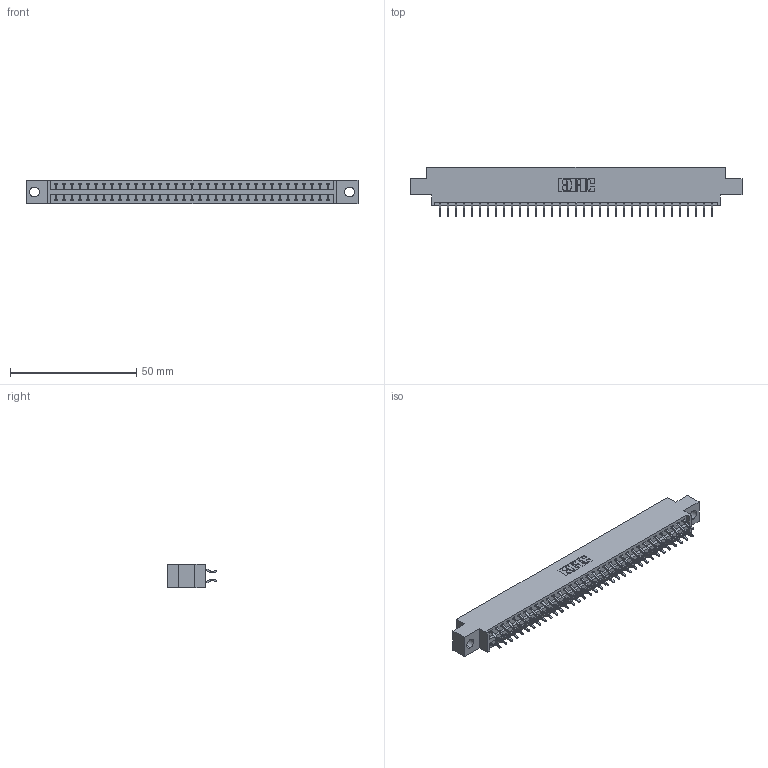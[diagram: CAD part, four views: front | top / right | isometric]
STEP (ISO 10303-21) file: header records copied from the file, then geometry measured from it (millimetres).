
FILE_DESCRIPTION (( 'STEP AP203' ), '1' );
FILE_NAME ('396-070-556-804.STEP', '2019-11-02T10:58:04', ( '' ), ( '' ), 'SwSTEP 2.0', 'SolidWorks 2016', '' );
FILE_SCHEMA (( 'CONFIG_CONTROL_DESIGN' ));
Length unit declared in the file: inch
Products named in the file (3): 346 Part_0.170 Offset - 0.156 Dia-TH; 345-292-001_556 Tail; 396-070-556-804
Assembly tree (71 placements, depth 2):
  396-070-556-804
    346 Part_0.170 Offset - 0.156 Dia-TH
    345-292-001_556 Tail  x70
Bounding box: 131.7 x 19.57 x 9.4 mm (x, y, z)
Volume: 12542.7 mm3; surface area: 17058.7 mm2
Topology: 71 solids, 71 shells, 4186 faces, 12451 edges, 8206 vertices
Faces by surface type: plane 2810, cylinder 1376
Entity records: 24139 total; most frequent: CARTESIAN_POINT 4004, ORIENTED_EDGE 3926, DIRECTION 3567, EDGE_CURVE 1963, VECTOR 1683, LINE 1683, VERTEX_POINT 1306, AXIS2_PLACEMENT_3D 942
